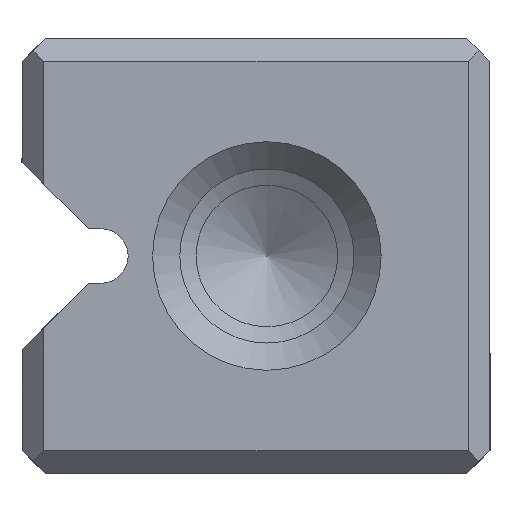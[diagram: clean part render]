
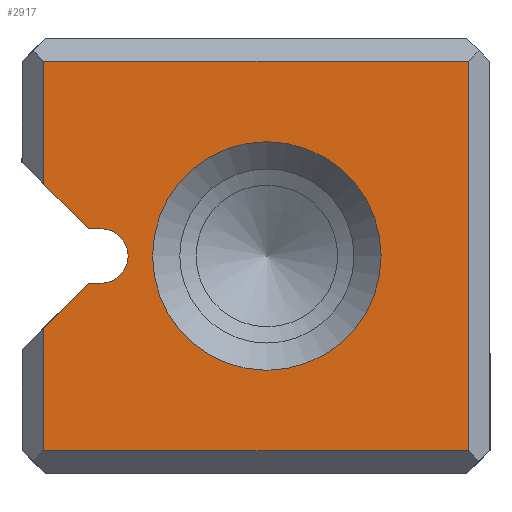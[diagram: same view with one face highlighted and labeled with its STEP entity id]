
A CAD part, left-side view. The second image highlights one B-rep face of the part: STEP entity #2917.
In plain terms, the highlighted planar face has unit normal (-1, 0, 0).
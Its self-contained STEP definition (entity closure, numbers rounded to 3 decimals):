
#2917=ADVANCED_FACE('',(#3742,#3743),#3267,.T.);
#3267=PLANE('',#8853);
#3498=CIRCLE('',#8851,2.1);
#3499=CIRCLE('',#8852,0.5);
#3742=FACE_BOUND('',#3865,.T.);
#3743=FACE_BOUND('',#3866,.T.);
#3865=EDGE_LOOP('',(#4508));
#3866=EDGE_LOOP('',(#4509,#4510,#4511,#4512,#4513,#4514,#4515,#4516,#4517,
#4518));
#4508=ORIENTED_EDGE('',*,*,#6880,.T.);
#4509=ORIENTED_EDGE('',*,*,#6881,.T.);
#4510=ORIENTED_EDGE('',*,*,#6882,.T.);
#4511=ORIENTED_EDGE('',*,*,#6883,.T.);
#4512=ORIENTED_EDGE('',*,*,#6884,.T.);
#4513=ORIENTED_EDGE('',*,*,#6885,.T.);
#4514=ORIENTED_EDGE('',*,*,#6886,.T.);
#4515=ORIENTED_EDGE('',*,*,#6887,.T.);
#4516=ORIENTED_EDGE('',*,*,#6888,.F.);
#4517=ORIENTED_EDGE('',*,*,#6889,.F.);
#4518=ORIENTED_EDGE('',*,*,#6890,.T.);
#6273=VERTEX_POINT('',#11148);
#6274=VERTEX_POINT('',#11150);
#6275=VERTEX_POINT('',#11151);
#6276=VERTEX_POINT('',#11153);
#6277=VERTEX_POINT('',#11155);
#6278=VERTEX_POINT('',#11157);
#6279=VERTEX_POINT('',#11159);
#6280=VERTEX_POINT('',#11161);
#6281=VERTEX_POINT('',#11163);
#6282=VERTEX_POINT('',#11165);
#6283=VERTEX_POINT('',#11167);
#6880=EDGE_CURVE('',#6273,#6273,#3498,.T.);
#6881=EDGE_CURVE('',#6274,#6275,#7684,.T.);
#6882=EDGE_CURVE('',#6275,#6276,#7685,.T.);
#6883=EDGE_CURVE('',#6276,#6277,#7686,.T.);
#6884=EDGE_CURVE('',#6277,#6278,#7687,.T.);
#6885=EDGE_CURVE('',#6278,#6279,#7688,.T.);
#6886=EDGE_CURVE('',#6279,#6280,#7689,.T.);
#6887=EDGE_CURVE('',#6280,#6281,#3499,.T.);
#6888=EDGE_CURVE('',#6282,#6281,#7690,.T.);
#6889=EDGE_CURVE('',#6283,#6282,#7691,.T.);
#6890=EDGE_CURVE('',#6283,#6274,#7692,.T.);
#7684=LINE('',#11149,#8347);
#7685=LINE('',#11152,#8348);
#7686=LINE('',#11154,#8349);
#7687=LINE('',#11156,#8350);
#7688=LINE('',#11158,#8351);
#7689=LINE('',#11160,#8352);
#7690=LINE('',#11164,#8353);
#7691=LINE('',#11166,#8354);
#7692=LINE('',#11168,#8355);
#8347=VECTOR('',#9333,1.);
#8348=VECTOR('',#9334,1.);
#8349=VECTOR('',#9335,1.);
#8350=VECTOR('',#9336,1.);
#8351=VECTOR('',#9337,1.);
#8352=VECTOR('',#9338,1.);
#8353=VECTOR('',#9341,1.);
#8354=VECTOR('',#9342,1.);
#8355=VECTOR('',#9343,1.);
#8851=AXIS2_PLACEMENT_3D('',#11147,#9331,#9332);
#8852=AXIS2_PLACEMENT_3D('',#11162,#9339,#9340);
#8853=AXIS2_PLACEMENT_3D('',#11169,#9344,#9345);
#9331=DIRECTION('',(1.,0.,0.));
#9332=DIRECTION('',(0.,0.,-1.));
#9333=DIRECTION('',(0.,-1.,0.));
#9334=DIRECTION('',(0.,0.,1.));
#9335=DIRECTION('',(0.,1.,0.));
#9336=DIRECTION('',(0.,0.,-1.));
#9337=DIRECTION('',(0.,-0.707,-0.707));
#9338=DIRECTION('',(0.,-1.,0.));
#9339=DIRECTION('',(1.,0.,0.));
#9340=DIRECTION('',(0.,0.,1.));
#9341=DIRECTION('',(0.,-1.,0.));
#9342=DIRECTION('',(0.,-0.707,0.707));
#9343=DIRECTION('',(0.,0.,-1.));
#9344=DIRECTION('',(-1.,0.,0.));
#9345=DIRECTION('',(0.,0.,-1.));
#11147=CARTESIAN_POINT('',(0.,4.1,4.));
#11148=CARTESIAN_POINT('',(0.,4.1,1.9));
#11149=CARTESIAN_POINT('',(0.,4.3,0.425));
#11150=CARTESIAN_POINT('',(0.,8.2,0.425));
#11151=CARTESIAN_POINT('',(0.,0.4,0.425));
#11152=CARTESIAN_POINT('',(0.,0.4,0.));
#11153=CARTESIAN_POINT('',(0.,0.4,7.575));
#11154=CARTESIAN_POINT('',(0.,4.3,7.575));
#11155=CARTESIAN_POINT('',(0.,8.2,7.575));
#11156=CARTESIAN_POINT('',(0.,8.2,0.));
#11157=CARTESIAN_POINT('',(0.,8.2,5.321));
#11158=CARTESIAN_POINT('',(0.,8.6,5.721));
#11159=CARTESIAN_POINT('',(0.,7.379,4.5));
#11160=CARTESIAN_POINT('',(0.,6.65,4.5));
#11161=CARTESIAN_POINT('',(0.,7.15,4.5));
#11162=CARTESIAN_POINT('',(0.,7.15,4.));
#11163=CARTESIAN_POINT('',(0.,7.15,3.5));
#11164=CARTESIAN_POINT('',(0.,6.65,3.5));
#11165=CARTESIAN_POINT('',(0.,7.379,3.5));
#11166=CARTESIAN_POINT('',(0.,8.6,2.279));
#11167=CARTESIAN_POINT('',(0.,8.2,2.679));
#11168=CARTESIAN_POINT('',(0.,8.2,0.));
#11169=CARTESIAN_POINT('',(0.,4.3,0.));
